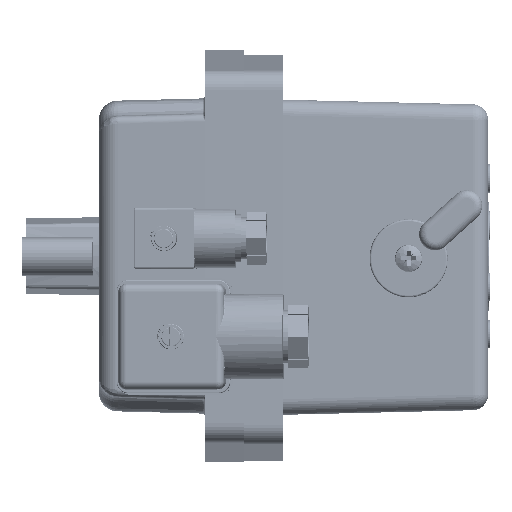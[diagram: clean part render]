
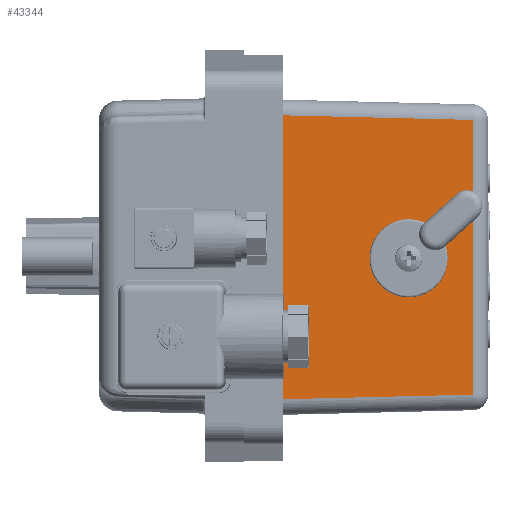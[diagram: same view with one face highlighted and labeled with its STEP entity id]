
A CAD part, left-side view. The second image highlights one B-rep face of the part: STEP entity #43344.
In plain terms, the highlighted planar face has unit normal (-1, -0.024, 0).
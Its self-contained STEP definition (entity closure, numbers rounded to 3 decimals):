
#761 = DIRECTION ( 'NONE',  ( 0., 0., -1. ) ) ;
#1112 = VECTOR ( 'NONE', #761, 1000. ) ;
#1343 = DIRECTION ( 'NONE',  ( 0., 0., -1. ) ) ;
#9442 = CARTESIAN_POINT ( 'NONE',  ( -84.974, 52.5, 36.027 ) ) ;
#11323 = EDGE_CURVE ( 'NONE', #81815, #123996, #20354, .T. ) ;
#15664 = PLANE ( 'NONE',  #61382 ) ;
#18268 = DIRECTION ( 'NONE',  ( -1., -0.024, 0. ) ) ;
#18520 = EDGE_CURVE ( 'NONE', #81815, #179955, #92249, .T. ) ;
#20354 = LINE ( 'NONE', #78491, #189790 ) ;
#20697 = DIRECTION ( 'NONE',  ( 0., 0., -1. ) ) ;
#24102 = CARTESIAN_POINT ( 'NONE',  ( -83.793, 3.903, 34.846 ) ) ;
#26224 = ORIENTED_EDGE ( 'NONE', *, *, #32111, .T. ) ;
#28974 = ORIENTED_EDGE ( 'NONE', *, *, #18520, .F. ) ;
#30303 = ORIENTED_EDGE ( 'NONE', *, *, #119294, .F. ) ;
#31859 = CARTESIAN_POINT ( 'NONE',  ( -84.206, 20.898, -7.047 ) ) ;
#32111 = EDGE_CURVE ( 'NONE', #124877, #66725, #74540, .T. ) ;
#43344 = ADVANCED_FACE ( 'NONE', ( #111678, #72291 ), #15664, .T. ) ;
#61382 = AXIS2_PLACEMENT_3D ( 'NONE', #152036, #18268, #1343 ) ;
#61761 = LINE ( 'NONE', #163819, #105818 ) ;
#66509 = AXIS2_PLACEMENT_3D ( 'NONE', #85327, #128788, #187186 ) ;
#66725 = VERTEX_POINT ( 'NONE', #31859 ) ;
#72291 = FACE_BOUND ( 'NONE', #100453, .T. ) ;
#74540 = CIRCLE ( 'NONE', #66509, 6.25 ) ;
#75447 = VERTEX_POINT ( 'NONE', #113666 ) ;
#78303 = CARTESIAN_POINT ( 'NONE',  ( -84.974, 52.5, -36.575 ) ) ;
#78491 = CARTESIAN_POINT ( 'NONE',  ( -84.974, 52.5, 36.027 ) ) ;
#81815 = VERTEX_POINT ( 'NONE', #9442 ) ;
#85327 = CARTESIAN_POINT ( 'NONE',  ( -84.206, 20.898, -0.797 ) ) ;
#87629 = VECTOR ( 'NONE', #93728, 1000. ) ;
#92249 = LINE ( 'NONE', #93093, #87629 ) ;
#93093 = CARTESIAN_POINT ( 'NONE',  ( -84.974, 52.5, 36.027 ) ) ;
#93728 = DIRECTION ( 'NONE',  ( 0.024, -0.999, -0.024 ) ) ;
#100453 = EDGE_LOOP ( 'NONE', ( #120466, #26224 ) ) ;
#100598 = CIRCLE ( 'NONE', #172989, 6.25 ) ;
#101936 = EDGE_CURVE ( 'NONE', #75447, #123996, #61761, .T. ) ;
#103928 = DIRECTION ( 'NONE',  ( -0.024, 0.999, -0.024 ) ) ;
#105818 = VECTOR ( 'NONE', #103928, 1000. ) ;
#108751 = CARTESIAN_POINT ( 'NONE',  ( -84.206, 20.898, 5.453 ) ) ;
#111678 = FACE_OUTER_BOUND ( 'NONE', #116506, .T. ) ;
#112401 = CARTESIAN_POINT ( 'NONE',  ( -84.206, 20.898, -0.797 ) ) ;
#113026 = DIRECTION ( 'NONE',  ( 0., 0., -1. ) ) ;
#113666 = CARTESIAN_POINT ( 'NONE',  ( -83.793, 3.903, -35.395 ) ) ;
#116506 = EDGE_LOOP ( 'NONE', ( #30303, #28974, #181616, #156697 ) ) ;
#119294 = EDGE_CURVE ( 'NONE', #179955, #75447, #119543, .T. ) ;
#119543 = LINE ( 'NONE', #132623, #1112 ) ;
#120466 = ORIENTED_EDGE ( 'NONE', *, *, #164101, .T. ) ;
#123996 = VERTEX_POINT ( 'NONE', #78303 ) ;
#124877 = VERTEX_POINT ( 'NONE', #108751 ) ;
#128788 = DIRECTION ( 'NONE',  ( 1., 0.024, 0. ) ) ;
#132623 = CARTESIAN_POINT ( 'NONE',  ( -83.793, 3.903, 34.846 ) ) ;
#152036 = CARTESIAN_POINT ( 'NONE',  ( -84.974, 52.5, -40.574 ) ) ;
#156697 = ORIENTED_EDGE ( 'NONE', *, *, #101936, .F. ) ;
#157354 = DIRECTION ( 'NONE',  ( 1., 0.024, 0. ) ) ;
#163819 = CARTESIAN_POINT ( 'NONE',  ( -83.793, 3.903, -35.395 ) ) ;
#164101 = EDGE_CURVE ( 'NONE', #66725, #124877, #100598, .T. ) ;
#172989 = AXIS2_PLACEMENT_3D ( 'NONE', #112401, #157354, #113026 ) ;
#179955 = VERTEX_POINT ( 'NONE', #24102 ) ;
#181616 = ORIENTED_EDGE ( 'NONE', *, *, #11323, .T. ) ;
#187186 = DIRECTION ( 'NONE',  ( 0., 0., -1. ) ) ;
#189790 = VECTOR ( 'NONE', #20697, 1000. ) ;
